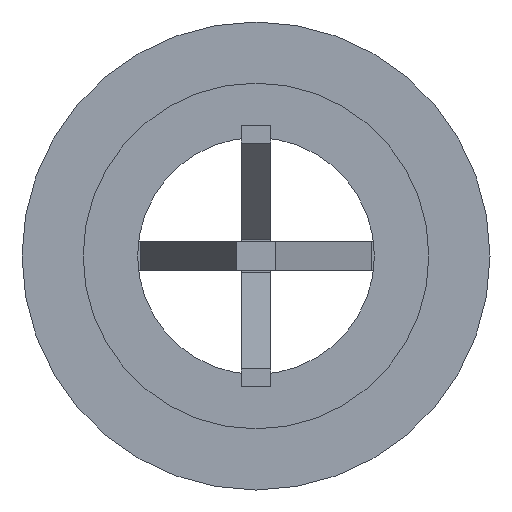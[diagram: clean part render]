
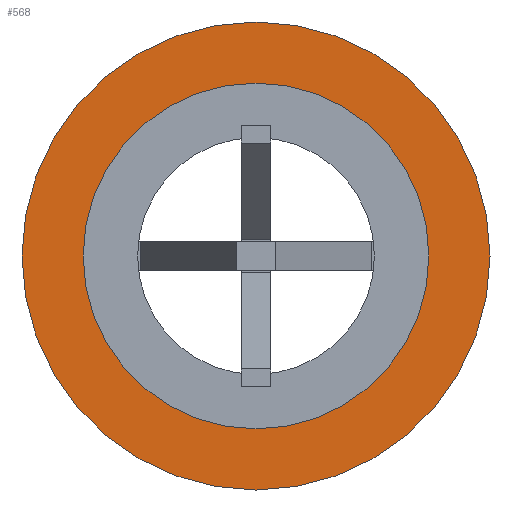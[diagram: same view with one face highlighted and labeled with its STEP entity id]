
A CAD part, front view. The second image highlights one B-rep face of the part: STEP entity #568.
In plain terms, the highlighted face is planar.
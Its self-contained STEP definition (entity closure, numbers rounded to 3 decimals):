
#1=CARTESIAN_POINT('',(0.,17.,0.));
#2=DIRECTION('',(0.,-1.,0.));
#3=DIRECTION('',(1.,0.,0.));
#4=AXIS2_PLACEMENT_3D('',#1,#2,#3);
#14=CARTESIAN_POINT('',(0.,17.,0.));
#15=DIRECTION('',(0.,1.,0.));
#16=DIRECTION('',(1.,0.,0.));
#17=AXIS2_PLACEMENT_3D('',#14,#15,#16);
#168=CARTESIAN_POINT('',(0.,17.,0.));
#169=DIRECTION('',(0.,1.,0.));
#170=DIRECTION('',(1.,0.,0.));
#171=AXIS2_PLACEMENT_3D('',#168,#169,#170);
#173=CARTESIAN_POINT('',(0.,17.,0.));
#174=DIRECTION('',(0.,-1.,0.));
#175=DIRECTION('',(1.,0.,0.));
#176=AXIS2_PLACEMENT_3D('',#173,#174,#175);
#235=CARTESIAN_POINT('',(35.048,17.,0.));
#237=VERTEX_POINT('',#235);
#243=CARTESIAN_POINT('',(-35.048,17.,0.));
#245=VERTEX_POINT('',#243);
#259=CARTESIAN_POINT('',(47.445,17.,0.));
#260=CARTESIAN_POINT('',(-47.445,17.,0.));
#261=VERTEX_POINT('',#259);
#262=VERTEX_POINT('',#260);
#555=CARTESIAN_POINT('',(0.,17.,0.));
#556=DIRECTION('',(0.,-1.,0.));
#557=DIRECTION('',(-1.,0.,0.));
#558=AXIS2_PLACEMENT_3D('',#555,#556,#557);
#559=PLANE('',#558);
#560=ORIENTED_EDGE('',*,*,#549,.F.);
#561=ORIENTED_EDGE('',*,*,#495,.T.);
#562=EDGE_LOOP('',(#560,#561));
#563=FACE_OUTER_BOUND('',#562,.F.);
#564=ORIENTED_EDGE('',*,*,#306,.F.);
#565=ORIENTED_EDGE('',*,*,#324,.T.);
#566=EDGE_LOOP('',(#564,#565));
#567=FACE_BOUND('',#566,.F.);
#568=ADVANCED_FACE('',(#563,#567),#559,.F.);
#5=CIRCLE('',#4,35.048);
#18=CIRCLE('',#17,35.048);
#172=CIRCLE('',#171,47.445);
#177=CIRCLE('',#176,47.445);
#306=EDGE_CURVE('',#237,#245,#5,.T.);
#324=EDGE_CURVE('',#237,#245,#18,.T.);
#495=EDGE_CURVE('',#261,#262,#177,.T.);
#549=EDGE_CURVE('',#261,#262,#172,.T.);
